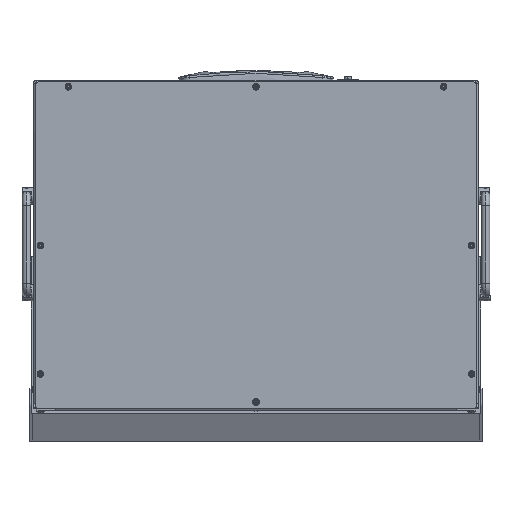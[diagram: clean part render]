
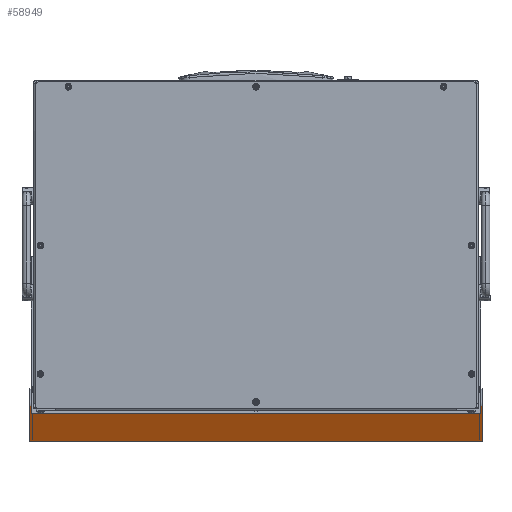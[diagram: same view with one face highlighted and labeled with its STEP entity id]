
A CAD part, front view. The second image highlights one B-rep face of the part: STEP entity #58949.
In plain terms, the highlighted face is planar.
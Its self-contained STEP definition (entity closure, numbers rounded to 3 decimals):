
#143 = EDGE_CURVE ( 'NONE', #7336, #57984, #33133, .T. ) ;
#310 = EDGE_CURVE ( 'NONE', #29678, #7336, #47424, .T. ) ;
#1817 = VECTOR ( 'NONE', #7844, 1000. ) ;
#2196 = VECTOR ( 'NONE', #26876, 1000. ) ;
#4397 = ORIENTED_EDGE ( 'NONE', *, *, #143, .T. ) ;
#5294 = DIRECTION ( 'NONE',  ( 0., -1., 0. ) ) ;
#5666 = CARTESIAN_POINT ( 'NONE',  ( -232.5, 33., -173. ) ) ;
#5930 = LINE ( 'NONE', #28494, #61837 ) ;
#7152 = LINE ( 'NONE', #68090, #15025 ) ;
#7336 = VERTEX_POINT ( 'NONE', #69630 ) ;
#7844 = DIRECTION ( 'NONE',  ( -1., 0., 0. ) ) ;
#15025 = VECTOR ( 'NONE', #34540, 1000. ) ;
#17143 = VERTEX_POINT ( 'NONE', #57026 ) ;
#18782 = CARTESIAN_POINT ( 'NONE',  ( -234.5, -8., -173. ) ) ;
#18891 = DIRECTION ( 'NONE',  ( 1., 0., 0. ) ) ;
#19211 = EDGE_LOOP ( 'NONE', ( #22079, #41529, #35794, #48403, #46761, #62362, #66750, #4397 ) ) ;
#19349 = DIRECTION ( 'NONE',  ( -1., 0., 0. ) ) ;
#20500 = EDGE_CURVE ( 'NONE', #72972, #50912, #33802, .T. ) ;
#20839 = CARTESIAN_POINT ( 'NONE',  ( -232.5, -8., -173. ) ) ;
#22079 = ORIENTED_EDGE ( 'NONE', *, *, #45027, .T. ) ;
#22702 = EDGE_CURVE ( 'NONE', #17143, #49658, #70255, .T. ) ;
#23995 = DIRECTION ( 'NONE',  ( -1., 0., 0. ) ) ;
#25413 = LINE ( 'NONE', #38383, #2196 ) ;
#26876 = DIRECTION ( 'NONE',  ( 0., 1., 0. ) ) ;
#28494 = CARTESIAN_POINT ( 'NONE',  ( -232.5, 0., -173. ) ) ;
#29134 = VECTOR ( 'NONE', #33854, 1000. ) ;
#29678 = VERTEX_POINT ( 'NONE', #33718 ) ;
#30252 = AXIS2_PLACEMENT_3D ( 'NONE', #41097, #70598, #18891 ) ;
#30703 = EDGE_CURVE ( 'NONE', #49658, #56227, #7152, .T. ) ;
#31097 = PLANE ( 'NONE',  #30252 ) ;
#33046 = LINE ( 'NONE', #55545, #34332 ) ;
#33133 = LINE ( 'NONE', #39752, #29134 ) ;
#33608 = EDGE_CURVE ( 'NONE', #29678, #17143, #25413, .T. ) ;
#33718 = CARTESIAN_POINT ( 'NONE',  ( 234.5, -8., -173. ) ) ;
#33802 = LINE ( 'NONE', #5666, #41878 ) ;
#33854 = DIRECTION ( 'NONE',  ( 0., 1., 0. ) ) ;
#34332 = VECTOR ( 'NONE', #50714, 1000. ) ;
#34540 = DIRECTION ( 'NONE',  ( 0., -1., 0. ) ) ;
#35149 = CARTESIAN_POINT ( 'NONE',  ( -232.5, 0., -173. ) ) ;
#35794 = ORIENTED_EDGE ( 'NONE', *, *, #69935, .F. ) ;
#38383 = CARTESIAN_POINT ( 'NONE',  ( 234.5, -8., -173. ) ) ;
#39752 = CARTESIAN_POINT ( 'NONE',  ( 232.5, -8., -173. ) ) ;
#39796 = VECTOR ( 'NONE', #19349, 1000. ) ;
#40861 = CARTESIAN_POINT ( 'NONE',  ( -234.5, 33., -173. ) ) ;
#41097 = CARTESIAN_POINT ( 'NONE',  ( -232.5, 33., -173. ) ) ;
#41529 = ORIENTED_EDGE ( 'NONE', *, *, #20500, .T. ) ;
#41878 = VECTOR ( 'NONE', #5294, 1000. ) ;
#45027 = EDGE_CURVE ( 'NONE', #57984, #72972, #5930, .T. ) ;
#46761 = ORIENTED_EDGE ( 'NONE', *, *, #22702, .F. ) ;
#47424 = LINE ( 'NONE', #52618, #39796 ) ;
#48403 = ORIENTED_EDGE ( 'NONE', *, *, #30703, .F. ) ;
#49658 = VERTEX_POINT ( 'NONE', #40861 ) ;
#50714 = DIRECTION ( 'NONE',  ( 1., 0., 0. ) ) ;
#50912 = VERTEX_POINT ( 'NONE', #20839 ) ;
#52618 = CARTESIAN_POINT ( 'NONE',  ( 234.5, -8., -173. ) ) ;
#55545 = CARTESIAN_POINT ( 'NONE',  ( -234.5, -8., -173. ) ) ;
#56227 = VERTEX_POINT ( 'NONE', #18782 ) ;
#57026 = CARTESIAN_POINT ( 'NONE',  ( 234.5, 33., -173. ) ) ;
#57984 = VERTEX_POINT ( 'NONE', #63431 ) ;
#58456 = CARTESIAN_POINT ( 'NONE',  ( -232.5, 33., -173. ) ) ;
#58949 = ADVANCED_FACE ( 'NONE', ( #69863 ), #31097, .F. ) ;
#61837 = VECTOR ( 'NONE', #23995, 1000. ) ;
#62362 = ORIENTED_EDGE ( 'NONE', *, *, #33608, .F. ) ;
#63431 = CARTESIAN_POINT ( 'NONE',  ( 232.5, 0., -173. ) ) ;
#66750 = ORIENTED_EDGE ( 'NONE', *, *, #310, .T. ) ;
#68090 = CARTESIAN_POINT ( 'NONE',  ( -234.5, 33., -173. ) ) ;
#69630 = CARTESIAN_POINT ( 'NONE',  ( 232.5, -8., -173. ) ) ;
#69863 = FACE_OUTER_BOUND ( 'NONE', #19211, .T. ) ;
#69935 = EDGE_CURVE ( 'NONE', #56227, #50912, #33046, .T. ) ;
#70255 = LINE ( 'NONE', #58456, #1817 ) ;
#70598 = DIRECTION ( 'NONE',  ( 0., 0., 1. ) ) ;
#72972 = VERTEX_POINT ( 'NONE', #35149 ) ;
